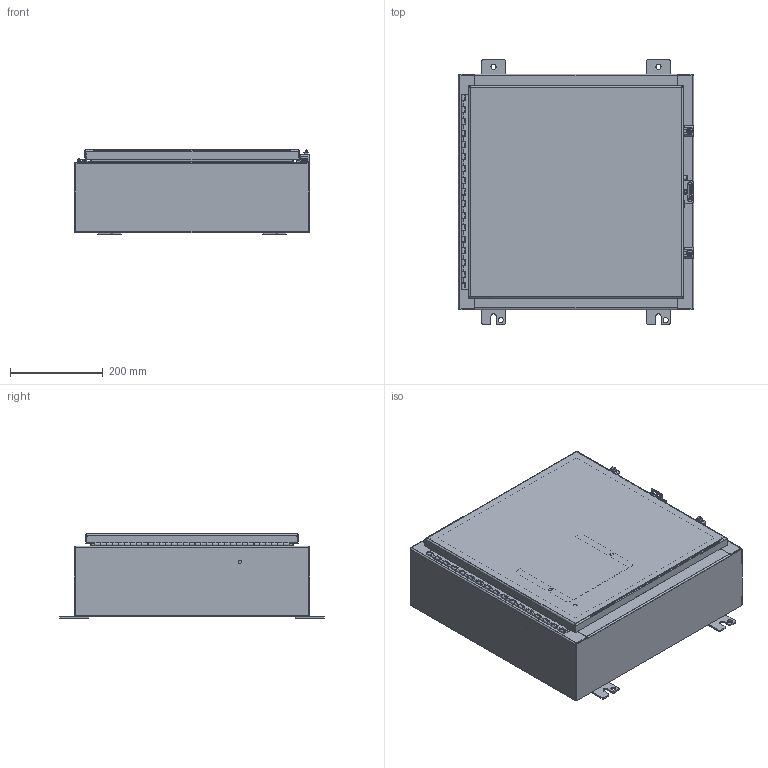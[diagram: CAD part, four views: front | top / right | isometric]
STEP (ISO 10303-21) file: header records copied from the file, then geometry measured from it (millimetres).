
FILE_DESCRIPTION (( 'STEP AP203' ), '1' );
FILE_NAME ('SCE-20H2006SS6LP.step', '2021-02-09T15:07:03', ( 'ADC123' ), ( 'Microsoft' ), 'SwSTEP 2.0', 'SolidWorks 2019', '' );
FILE_SCHEMA (( 'CONFIG_CONTROL_DESIGN' ));
Length unit declared in the file: inch
Products named in the file (1): SCE-20H2006SS6LP
Bounding box: 508 x 571.5 x 183.08 mm (x, y, z)
Surface area: 2468402.6 mm2 (no closed solid volume)
Topology: 0 solids, 46 shells, 3015 faces, 8320 edges, 5193 vertices
Faces by surface type: plane 1210, bspline 1139, cylinder 622, cone 43, torus 1
Full cylindrical faces by diameter (mm): 3.175 x1, 3.962 x1, 4.064 x2, 4.318 x1, 4.775 x3, 4.826 x3, 4.902 x3, 5.156 x2, 6.299 x13, 6.35 x2, 6.363 x5, 6.502 x3, 7.137 x2, 8.433 x4, 9.296 x4, 9.322 x4, 11.113 x8, 12.7 x4, 12.878 x2, 14.288 x5
Entity records: 164272 total; most frequent: CARTESIAN_POINT 101458, ORIENTED_EDGE 15557, DIRECTION 9048, EDGE_CURVE 7788, VERTEX_POINT 5071, B_SPLINE_CURVE_WITH_KNOTS 3330, EDGE_LOOP 3303, AXIS2_PLACEMENT_3D 3155
